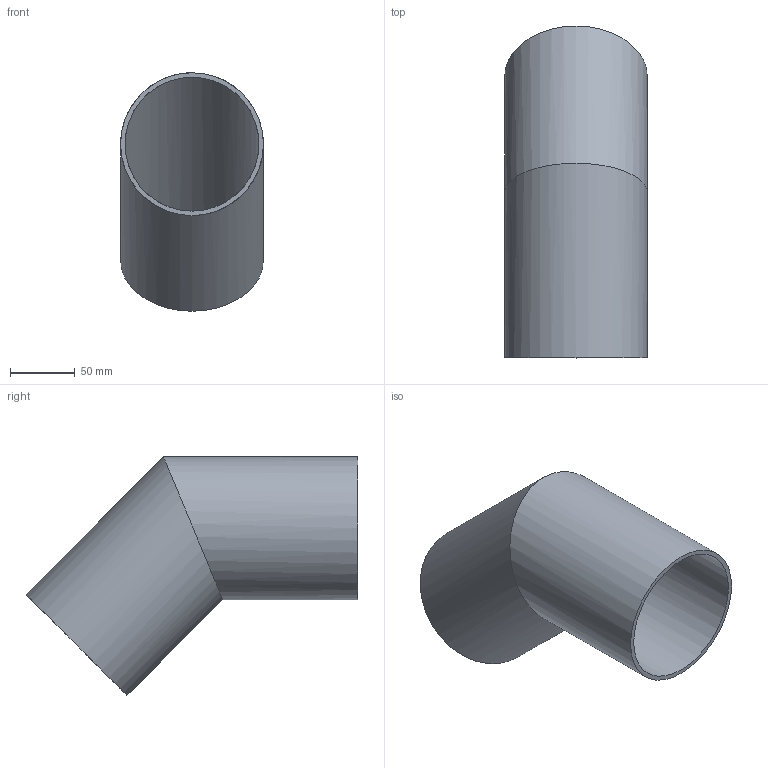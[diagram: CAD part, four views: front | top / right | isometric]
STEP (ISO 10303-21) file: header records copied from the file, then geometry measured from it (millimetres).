
FILE_DESCRIPTION (( 'STEP AP203' ), '1' );
FILE_NAME ('5516040.STEP', '2017-08-16T15:10:27', ( '' ), ( '' ), 'SwSTEP 2.0', 'SolidWorks 2017', '' );
FILE_SCHEMA (( 'CONFIG_CONTROL_DESIGN' ));
Length unit declared in the file: inch
Products named in the file (1): 5516040
Bounding box: 109.98 x 255.69 x 183.68 mm (x, y, z)
Volume: 289461.8 mm3; surface area: 172370.8 mm2
Topology: 1 solids, 1 shells, 6 faces, 12 edges, 8 vertices
Faces by surface type: cylinder 4, plane 2
Full cylindrical faces by diameter (mm): 103.175 x2, 109.982 x2
Entity records: 211 total; most frequent: CARTESIAN_POINT 31, DIRECTION 22, EDGE_LOOP 12, ORIENTED_EDGE 12, AXIS2_PLACEMENT_3D 11, FACE_OUTER_BOUND 10, PERSON_AND_ORGANIZATION 8, ADVANCED_FACE 6
